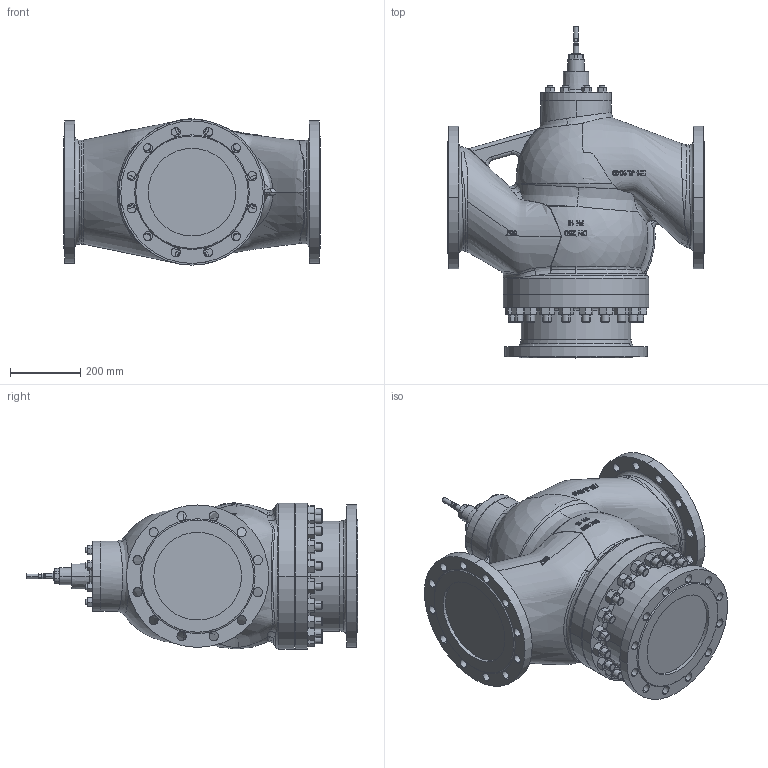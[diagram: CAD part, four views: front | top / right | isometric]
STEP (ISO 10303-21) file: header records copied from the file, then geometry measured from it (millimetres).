
FILE_DESCRIPTION (( 'STEP AP214' ), '1' );
FILE_NAME ('BR316 DN250 XXX for MC_STEP (Defeature).STEP', '2015-02-10T13:42:24', ( 'cwilling' ), ( '' ), 'SwSTEP 2.0', 'SolidWorks 2011', '' );
FILE_SCHEMA (( 'AUTOMOTIVE_DESIGN' ));
Length unit declared in the file: millimetre
Products named in the file (1): BR316 DN250 XXX for MC_STEP (Defeature)
Bounding box: 732.19 x 946.83 x 417.22 mm (x, y, z)
Volume: 105319453.8 mm3; surface area: 2171197.3 mm2
Topology: 1 solids, 1 shells, 1358 faces, 3352 edges, 2078 vertices
Faces by surface type: plane 422, cone 412, cylinder 252, bspline 184, torus 65, sphere 23
Entity records: 331439 total; most frequent: CARTESIAN_POINT 295833, ORIENTED_EDGE 6682, DIRECTION 5643, EDGE_CURVE 3341, AXIS2_PLACEMENT_3D 2441, VERTEX_POINT 2071, EDGE_LOOP 1574, ADVANCED_FACE 1358
